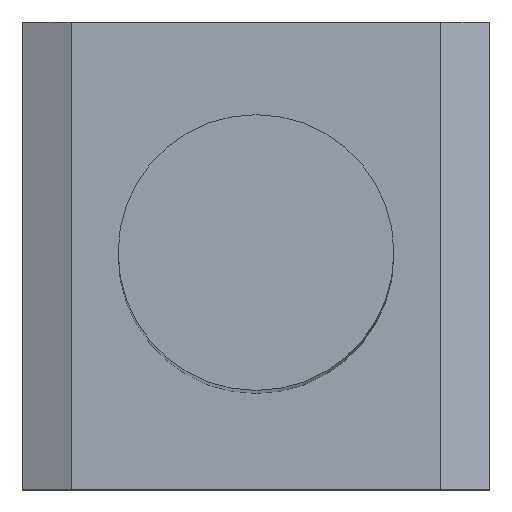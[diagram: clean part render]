
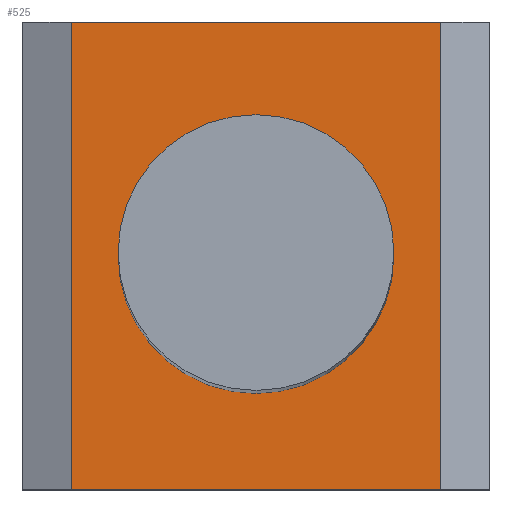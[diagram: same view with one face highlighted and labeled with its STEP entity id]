
A CAD part, top view. The second image highlights one B-rep face of the part: STEP entity #525.
In plain terms, the highlighted planar face has unit normal (0, 0, 1).
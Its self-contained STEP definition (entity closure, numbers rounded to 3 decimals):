
#37=CIRCLE('',#585,1.5);
#130=ORIENTED_EDGE('',*,*,#208,.F.);
#131=ORIENTED_EDGE('',*,*,#220,.F.);
#132=ORIENTED_EDGE('',*,*,#219,.F.);
#133=ORIENTED_EDGE('',*,*,#221,.T.);
#134=ORIENTED_EDGE('',*,*,#222,.T.);
#208=EDGE_CURVE('',#261,#261,#37,.T.);
#219=EDGE_CURVE('',#270,#269,#318,.T.);
#220=EDGE_CURVE('',#269,#271,#319,.T.);
#221=EDGE_CURVE('',#270,#272,#320,.T.);
#222=EDGE_CURVE('',#272,#271,#321,.T.);
#261=VERTEX_POINT('',#832);
#269=VERTEX_POINT('',#853);
#270=VERTEX_POINT('',#855);
#271=VERTEX_POINT('',#859);
#272=VERTEX_POINT('',#861);
#318=LINE('',#856,#370);
#319=LINE('',#858,#371);
#320=LINE('',#860,#372);
#321=LINE('',#862,#373);
#370=VECTOR('',#711,1000.);
#371=VECTOR('',#714,1000.);
#372=VECTOR('',#715,1000.);
#373=VECTOR('',#716,1000.);
#417=EDGE_LOOP('',(#130));
#418=EDGE_LOOP('',(#131,#132,#133,#134));
#461=FACE_BOUND('',#417,.T.);
#462=FACE_BOUND('',#418,.T.);
#493=PLANE('',#591);
#525=ADVANCED_FACE('',(#461,#462),#493,.T.);
#585=AXIS2_PLACEMENT_3D('',#831,#690,#691);
#591=AXIS2_PLACEMENT_3D('',#857,#712,#713);
#690=DIRECTION('',(0.,0.,1.));
#691=DIRECTION('',(1.,0.,0.));
#711=DIRECTION('',(0.,1.,0.));
#712=DIRECTION('',(0.,0.,1.));
#713=DIRECTION('',(1.,0.,0.));
#714=DIRECTION('',(1.,0.,0.));
#715=DIRECTION('',(1.,0.,0.));
#716=DIRECTION('',(0.,1.,0.));
#831=CARTESIAN_POINT('',(0.,0.,5.95));
#832=CARTESIAN_POINT('',(1.5,0.,5.95));
#853=CARTESIAN_POINT('',(-2.008,2.54,5.95));
#855=CARTESIAN_POINT('',(-2.008,-2.54,5.95));
#856=CARTESIAN_POINT('',(-2.008,-2.54,5.95));
#857=CARTESIAN_POINT('',(2.008,-2.54,5.95));
#858=CARTESIAN_POINT('',(2.008,2.54,5.95));
#859=CARTESIAN_POINT('',(2.008,2.54,5.95));
#860=CARTESIAN_POINT('',(-2.008,-2.54,5.95));
#861=CARTESIAN_POINT('',(2.008,-2.54,5.95));
#862=CARTESIAN_POINT('',(2.008,-2.54,5.95));
